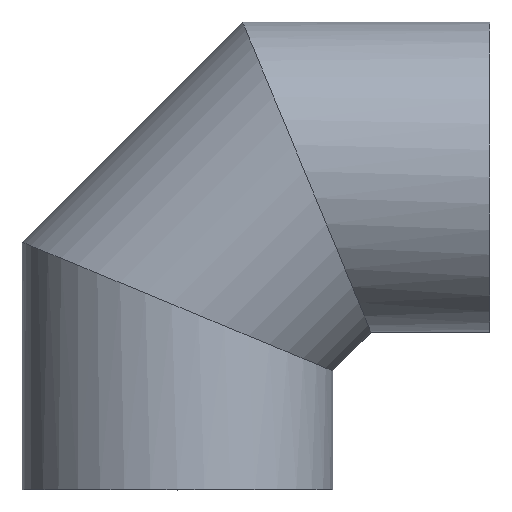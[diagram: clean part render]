
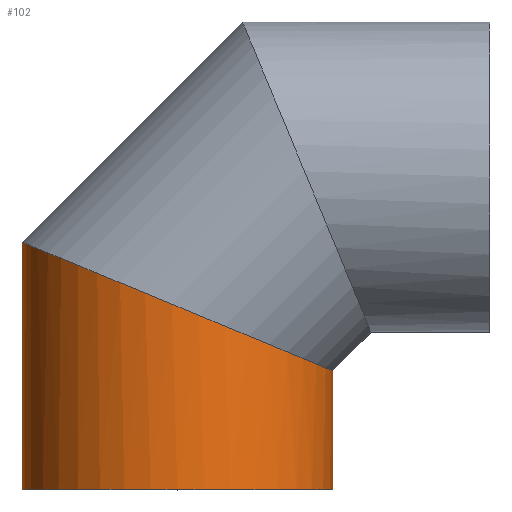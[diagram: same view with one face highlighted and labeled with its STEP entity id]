
A CAD part, top view. The second image highlights one B-rep face of the part: STEP entity #102.
In plain terms, the highlighted cylindrical face has radius 78.5 mm (diameter 157 mm), a partial arc.
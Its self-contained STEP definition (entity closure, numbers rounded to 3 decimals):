
#3 = CARTESIAN_POINT ( 'NONE',  ( -78.5, 0., 0. ) ) ;
#25 = ORIENTED_EDGE ( 'NONE', *, *, #28, .T. ) ;
#28 = EDGE_CURVE ( 'NONE', #397, #328, #137, .T. ) ;
#38 = DIRECTION ( 'NONE',  ( 0., 1., 0. ) ) ;
#44 = CYLINDRICAL_SURFACE ( 'NONE', #87, 78.5 ) ;
#47 = EDGE_CURVE ( 'NONE', #328, #321, #80, .T. ) ;
#53 = AXIS2_PLACEMENT_3D ( 'NONE', #229, #265, #104 ) ;
#61 =( BOUNDED_CURVE ( )  B_SPLINE_CURVE ( 3, ( #148, #357, #206, #330 ),
 .UNSPECIFIED., .F., .F. ) 
 B_SPLINE_CURVE_WITH_KNOTS ( ( 4, 4 ),
 ( 3.142, 6.283 ),
 .UNSPECIFIED. ) 
 CURVE ( )  GEOMETRIC_REPRESENTATION_ITEM ( )  RATIONAL_B_SPLINE_CURVE ( ( 1., 0.333, 0.333, 1. ) ) 
 REPRESENTATION_ITEM ( '' )  );
#79 = CARTESIAN_POINT ( 'NONE',  ( -78.5, 0., 0. ) ) ;
#80 = LINE ( 'NONE', #326, #152 ) ;
#87 = AXIS2_PLACEMENT_3D ( 'NONE', #259, #210, #178 ) ;
#102 = ADVANCED_FACE ( 'NONE', ( #135 ), #44, .T. ) ;
#104 = DIRECTION ( 'NONE',  ( 0., 0., 1. ) ) ;
#135 = FACE_OUTER_BOUND ( 'NONE', #184, .T. ) ;
#137 = CIRCLE ( 'NONE', #53, 78.5 ) ;
#148 = CARTESIAN_POINT ( 'NONE',  ( 78.5, 60.038, 0. ) ) ;
#149 = ORIENTED_EDGE ( 'NONE', *, *, #47, .T. ) ;
#152 = VECTOR ( 'NONE', #165, 1000. ) ;
#153 = EDGE_CURVE ( 'NONE', #321, #392, #61, .T. ) ;
#160 = CARTESIAN_POINT ( 'NONE',  ( 78.5, 0., 0. ) ) ;
#165 = DIRECTION ( 'NONE',  ( 0., 1., 0. ) ) ;
#178 = DIRECTION ( 'NONE',  ( -1., 0., 0. ) ) ;
#184 = EDGE_LOOP ( 'NONE', ( #25, #149, #333, #308 ) ) ;
#190 = CARTESIAN_POINT ( 'NONE',  ( 78.5, 60.038, 0. ) ) ;
#206 = CARTESIAN_POINT ( 'NONE',  ( -78.5, 125.07, 157. ) ) ;
#210 = DIRECTION ( 'NONE',  ( 0., 1., 0. ) ) ;
#227 = CARTESIAN_POINT ( 'NONE',  ( -78.5, 125.07, 0. ) ) ;
#229 = CARTESIAN_POINT ( 'NONE',  ( 0., 0., 0. ) ) ;
#259 = CARTESIAN_POINT ( 'NONE',  ( 0., 0., 0. ) ) ;
#265 = DIRECTION ( 'NONE',  ( 0., 1., 0. ) ) ;
#286 = LINE ( 'NONE', #3, #288 ) ;
#288 = VECTOR ( 'NONE', #38, 1000. ) ;
#308 = ORIENTED_EDGE ( 'NONE', *, *, #377, .F. ) ;
#321 = VERTEX_POINT ( 'NONE', #190 ) ;
#326 = CARTESIAN_POINT ( 'NONE',  ( 78.5, 0., 0. ) ) ;
#328 = VERTEX_POINT ( 'NONE', #160 ) ;
#330 = CARTESIAN_POINT ( 'NONE',  ( -78.5, 125.07, 0. ) ) ;
#333 = ORIENTED_EDGE ( 'NONE', *, *, #153, .T. ) ;
#357 = CARTESIAN_POINT ( 'NONE',  ( 78.5, 60.038, 157. ) ) ;
#377 = EDGE_CURVE ( 'NONE', #397, #392, #286, .T. ) ;
#392 = VERTEX_POINT ( 'NONE', #227 ) ;
#397 = VERTEX_POINT ( 'NONE', #79 ) ;
